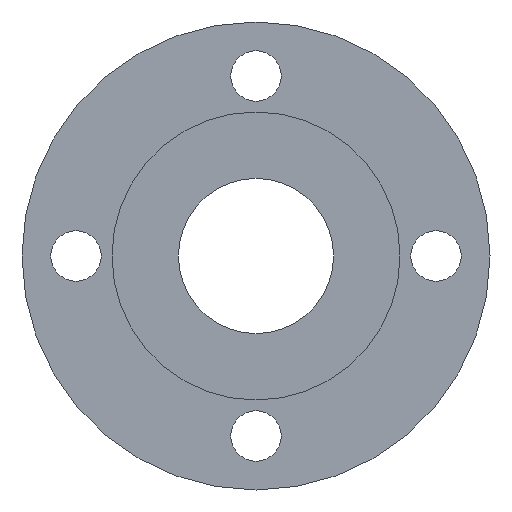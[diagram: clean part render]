
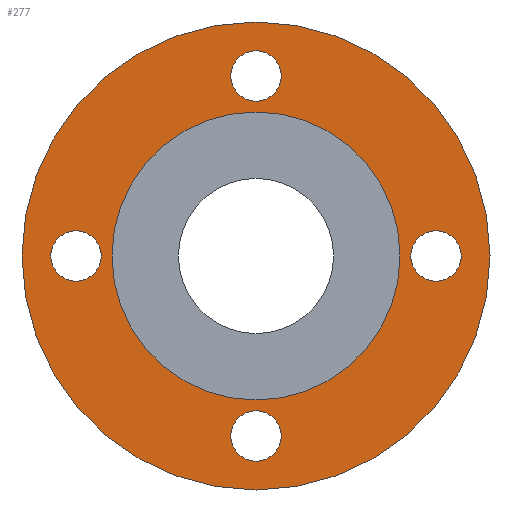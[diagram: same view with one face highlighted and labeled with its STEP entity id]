
A CAD part, front view. The second image highlights one B-rep face of the part: STEP entity #277.
In plain terms, the highlighted planar face has unit normal (0, -1, 0).
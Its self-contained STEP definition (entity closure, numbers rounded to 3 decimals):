
#3 = AXIS2_PLACEMENT_3D ( 'NONE', #458, #400, #107 ) ;
#10 = EDGE_LOOP ( 'NONE', ( #81, #532 ) ) ;
#15 = DIRECTION ( 'NONE',  ( 0., 1., 0. ) ) ;
#16 = EDGE_LOOP ( 'NONE', ( #495, #289 ) ) ;
#19 = AXIS2_PLACEMENT_3D ( 'NONE', #700, #15, #266 ) ;
#36 = DIRECTION ( 'NONE',  ( 0., 0., -1. ) ) ;
#39 = DIRECTION ( 'NONE',  ( 0., 0., -1. ) ) ;
#49 = CIRCLE ( 'NONE', #357, 7. ) ;
#51 = CARTESIAN_POINT ( 'NONE',  ( 0., 3., 50. ) ) ;
#76 = CARTESIAN_POINT ( 'NONE',  ( 0., 3., 50. ) ) ;
#81 = ORIENTED_EDGE ( 'NONE', *, *, #197, .F. ) ;
#95 = DIRECTION ( 'NONE',  ( 0., -1., 0. ) ) ;
#99 = VERTEX_POINT ( 'NONE', #571 ) ;
#107 = DIRECTION ( 'NONE',  ( 0., 0., -1. ) ) ;
#111 = AXIS2_PLACEMENT_3D ( 'NONE', #247, #496, #742 ) ;
#112 = DIRECTION ( 'NONE',  ( 0., 0., -1. ) ) ;
#117 = CARTESIAN_POINT ( 'NONE',  ( 0., 3., 0. ) ) ;
#120 = EDGE_CURVE ( 'NONE', #774, #657, #190, .T. ) ;
#126 = DIRECTION ( 'NONE',  ( 0., 1., 0. ) ) ;
#128 = DIRECTION ( 'NONE',  ( 0., 1., 0. ) ) ;
#132 = EDGE_CURVE ( 'NONE', #99, #508, #753, .T. ) ;
#134 = EDGE_LOOP ( 'NONE', ( #694, #307 ) ) ;
#139 = CIRCLE ( 'NONE', #243, 65. ) ;
#149 = ORIENTED_EDGE ( 'NONE', *, *, #369, .F. ) ;
#182 = DIRECTION ( 'NONE',  ( 0., 1., 0. ) ) ;
#184 = VERTEX_POINT ( 'NONE', #313 ) ;
#185 = DIRECTION ( 'NONE',  ( 0., -1., 0. ) ) ;
#189 = CIRCLE ( 'NONE', #297, 7. ) ;
#190 = CIRCLE ( 'NONE', #19, 40. ) ;
#197 = EDGE_CURVE ( 'NONE', #311, #246, #447, .T. ) ;
#205 = DIRECTION ( 'NONE',  ( 0., 0., -1. ) ) ;
#206 = CARTESIAN_POINT ( 'NONE',  ( 0., 3., -50. ) ) ;
#227 = FACE_OUTER_BOUND ( 'NONE', #669, .T. ) ;
#228 = CARTESIAN_POINT ( 'NONE',  ( 0., 3., -65. ) ) ;
#230 = AXIS2_PLACEMENT_3D ( 'NONE', #76, #382, #205 ) ;
#243 = AXIS2_PLACEMENT_3D ( 'NONE', #682, #126, #371 ) ;
#246 = VERTEX_POINT ( 'NONE', #469 ) ;
#247 = CARTESIAN_POINT ( 'NONE',  ( -50., 3., 0. ) ) ;
#254 = EDGE_LOOP ( 'NONE', ( #443, #149 ) ) ;
#263 = EDGE_LOOP ( 'NONE', ( #779, #762 ) ) ;
#266 = DIRECTION ( 'NONE',  ( 0., 0., 1. ) ) ;
#272 = PLANE ( 'NONE',  #3 ) ;
#277 = ADVANCED_FACE ( 'NONE', ( #647, #405, #410, #292, #711, #227 ), #272, .T. ) ;
#280 = AXIS2_PLACEMENT_3D ( 'NONE', #733, #305, #302 ) ;
#289 = ORIENTED_EDGE ( 'NONE', *, *, #441, .T. ) ;
#292 = FACE_BOUND ( 'NONE', #263, .T. ) ;
#297 = AXIS2_PLACEMENT_3D ( 'NONE', #206, #95, #451 ) ;
#302 = DIRECTION ( 'NONE',  ( 0., 0., -1. ) ) ;
#304 = VERTEX_POINT ( 'NONE', #332 ) ;
#305 = DIRECTION ( 'NONE',  ( 0., -1., 0. ) ) ;
#306 = CARTESIAN_POINT ( 'NONE',  ( 0., 3., 65. ) ) ;
#307 = ORIENTED_EDGE ( 'NONE', *, *, #610, .F. ) ;
#309 = AXIS2_PLACEMENT_3D ( 'NONE', #117, #128, #675 ) ;
#311 = VERTEX_POINT ( 'NONE', #421 ) ;
#313 = CARTESIAN_POINT ( 'NONE',  ( -50., 3., 7. ) ) ;
#315 = EDGE_CURVE ( 'NONE', #510, #184, #499, .T. ) ;
#332 = CARTESIAN_POINT ( 'NONE',  ( 0., 3., -43. ) ) ;
#339 = CARTESIAN_POINT ( 'NONE',  ( 0., 3., 40. ) ) ;
#343 = CARTESIAN_POINT ( 'NONE',  ( 0., 3., -57. ) ) ;
#355 = CIRCLE ( 'NONE', #111, 7. ) ;
#357 = AXIS2_PLACEMENT_3D ( 'NONE', #51, #792, #112 ) ;
#365 = EDGE_CURVE ( 'NONE', #528, #632, #705, .T. ) ;
#369 = EDGE_CURVE ( 'NONE', #184, #510, #355, .T. ) ;
#370 = DIRECTION ( 'NONE',  ( 0., 0., -1. ) ) ;
#371 = DIRECTION ( 'NONE',  ( 0., 0., 1. ) ) ;
#374 = CARTESIAN_POINT ( 'NONE',  ( -50., 3., -7. ) ) ;
#382 = DIRECTION ( 'NONE',  ( 0., -1., 0. ) ) ;
#400 = DIRECTION ( 'NONE',  ( 0., -1., 0. ) ) ;
#405 = FACE_BOUND ( 'NONE', #134, .T. ) ;
#410 = FACE_BOUND ( 'NONE', #254, .T. ) ;
#419 = EDGE_CURVE ( 'NONE', #304, #589, #740, .T. ) ;
#421 = CARTESIAN_POINT ( 'NONE',  ( 50., 3., -7. ) ) ;
#439 = CARTESIAN_POINT ( 'NONE',  ( 50., 3., 0. ) ) ;
#441 = EDGE_CURVE ( 'NONE', #657, #774, #760, .T. ) ;
#443 = ORIENTED_EDGE ( 'NONE', *, *, #315, .F. ) ;
#447 = CIRCLE ( 'NONE', #804, 7. ) ;
#449 = ORIENTED_EDGE ( 'NONE', *, *, #552, .F. ) ;
#451 = DIRECTION ( 'NONE',  ( 0., 0., -1. ) ) ;
#458 = CARTESIAN_POINT ( 'NONE',  ( 0., 3., 40. ) ) ;
#459 = CARTESIAN_POINT ( 'NONE',  ( 0., 3., -40. ) ) ;
#469 = CARTESIAN_POINT ( 'NONE',  ( 50., 3., 7. ) ) ;
#495 = ORIENTED_EDGE ( 'NONE', *, *, #120, .T. ) ;
#496 = DIRECTION ( 'NONE',  ( 0., -1., 0. ) ) ;
#499 = CIRCLE ( 'NONE', #568, 7. ) ;
#503 = CIRCLE ( 'NONE', #570, 7. ) ;
#508 = VERTEX_POINT ( 'NONE', #801 ) ;
#510 = VERTEX_POINT ( 'NONE', #374 ) ;
#528 = VERTEX_POINT ( 'NONE', #306 ) ;
#532 = ORIENTED_EDGE ( 'NONE', *, *, #741, .F. ) ;
#539 = DIRECTION ( 'NONE',  ( 0., -1., 0. ) ) ;
#552 = EDGE_CURVE ( 'NONE', #632, #528, #139, .T. ) ;
#564 = ORIENTED_EDGE ( 'NONE', *, *, #365, .F. ) ;
#568 = AXIS2_PLACEMENT_3D ( 'NONE', #619, #185, #370 ) ;
#570 = AXIS2_PLACEMENT_3D ( 'NONE', #650, #766, #39 ) ;
#571 = CARTESIAN_POINT ( 'NONE',  ( 0., 3., 43. ) ) ;
#589 = VERTEX_POINT ( 'NONE', #343 ) ;
#610 = EDGE_CURVE ( 'NONE', #508, #99, #49, .T. ) ;
#613 = CARTESIAN_POINT ( 'NONE',  ( 0., 3., 0. ) ) ;
#619 = CARTESIAN_POINT ( 'NONE',  ( -50., 3., 0. ) ) ;
#632 = VERTEX_POINT ( 'NONE', #228 ) ;
#647 = FACE_BOUND ( 'NONE', #10, .T. ) ;
#650 = CARTESIAN_POINT ( 'NONE',  ( 50., 3., 0. ) ) ;
#657 = VERTEX_POINT ( 'NONE', #459 ) ;
#669 = EDGE_LOOP ( 'NONE', ( #564, #449 ) ) ;
#672 = AXIS2_PLACEMENT_3D ( 'NONE', #613, #182, #678 ) ;
#675 = DIRECTION ( 'NONE',  ( 0., 0., 1. ) ) ;
#678 = DIRECTION ( 'NONE',  ( 0., 0., 1. ) ) ;
#682 = CARTESIAN_POINT ( 'NONE',  ( 0., 3., 0. ) ) ;
#694 = ORIENTED_EDGE ( 'NONE', *, *, #132, .F. ) ;
#700 = CARTESIAN_POINT ( 'NONE',  ( 0., 3., 0. ) ) ;
#705 = CIRCLE ( 'NONE', #672, 65. ) ;
#711 = FACE_BOUND ( 'NONE', #16, .T. ) ;
#733 = CARTESIAN_POINT ( 'NONE',  ( 0., 3., -50. ) ) ;
#740 = CIRCLE ( 'NONE', #280, 7. ) ;
#741 = EDGE_CURVE ( 'NONE', #246, #311, #503, .T. ) ;
#742 = DIRECTION ( 'NONE',  ( 0., 0., -1. ) ) ;
#753 = CIRCLE ( 'NONE', #230, 7. ) ;
#760 = CIRCLE ( 'NONE', #309, 40. ) ;
#762 = ORIENTED_EDGE ( 'NONE', *, *, #419, .F. ) ;
#766 = DIRECTION ( 'NONE',  ( 0., -1., 0. ) ) ;
#773 = EDGE_CURVE ( 'NONE', #589, #304, #189, .T. ) ;
#774 = VERTEX_POINT ( 'NONE', #339 ) ;
#779 = ORIENTED_EDGE ( 'NONE', *, *, #773, .F. ) ;
#792 = DIRECTION ( 'NONE',  ( 0., -1., 0. ) ) ;
#801 = CARTESIAN_POINT ( 'NONE',  ( 0., 3., 57. ) ) ;
#804 = AXIS2_PLACEMENT_3D ( 'NONE', #439, #539, #36 ) ;
